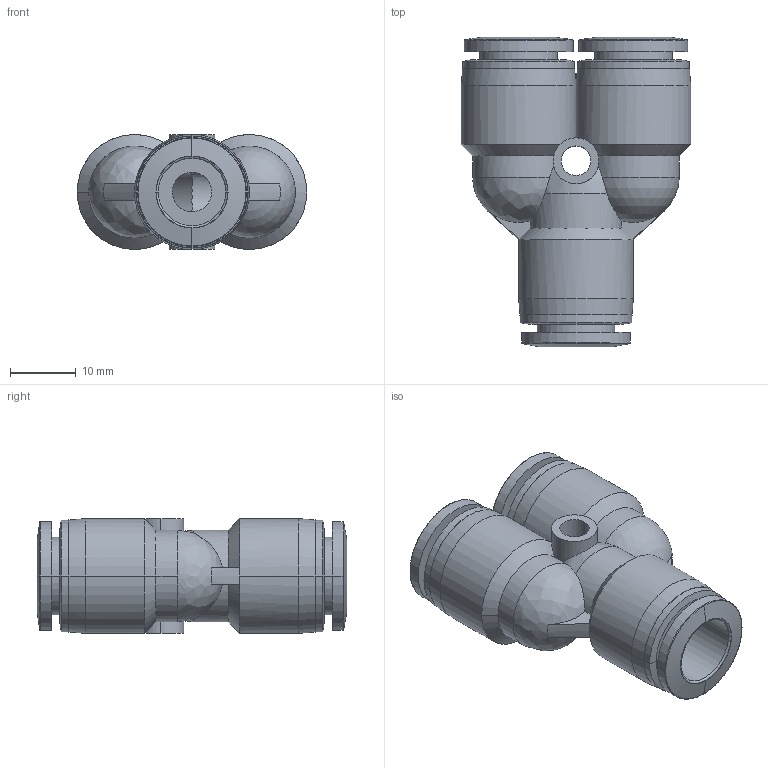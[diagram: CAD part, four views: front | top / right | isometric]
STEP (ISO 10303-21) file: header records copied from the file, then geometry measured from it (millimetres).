
FILE_DESCRIPTION (( 'STEP AP214' ), '1' );
FILE_NAME ('UY10M.step', '2016-02-24T20:50:39', ( '' ), ( '' ), 'SwSTEP 2.0', 'SolidWorks 2015', '' );
FILE_SCHEMA (( 'AUTOMOTIVE_DESIGN' ));
Length unit declared in the file: inch
Products named in the file (1): UY10M
Bounding box: 35 x 47.2 x 17.5 mm (x, y, z)
Volume: 10133 mm3; surface area: 7571.2 mm2
Topology: 1 solids, 1 shells, 111 faces, 265 edges, 166 vertices
Faces by surface type: cylinder 40, plane 25, cone 24, bspline 13, torus 8, sphere 1
Entity records: 5465 total; most frequent: CARTESIAN_POINT 1433, DIRECTION 548, ORIENTED_EDGE 528, EDGE_CURVE 264, AXIS2_PLACEMENT_3D 240, VERTEX_POINT 166, CIRCLE 141, EDGE_LOOP 128
